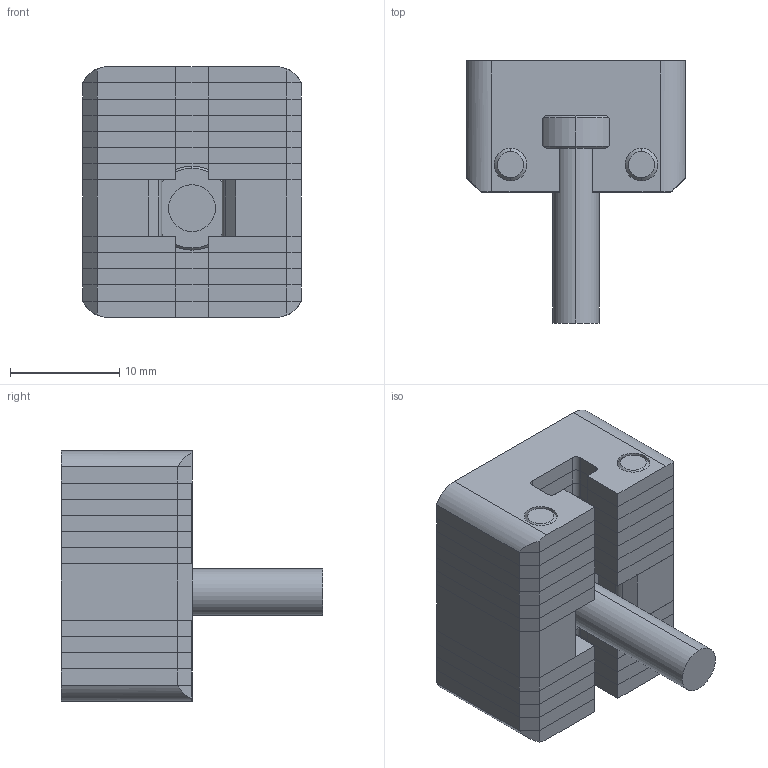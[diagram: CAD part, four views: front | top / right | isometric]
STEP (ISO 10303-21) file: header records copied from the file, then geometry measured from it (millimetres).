
FILE_DESCRIPTION (( 'STEP AP203' ), '1' );
FILE_NAME ('2aae.STEP', '2023-01-11T08:38:35', ( '' ), ( '' ), 'SwSTEP 2.0', 'SolidWorks 2019', '' );
FILE_SCHEMA (( 'CONFIG_CONTROL_DESIGN' ));
Length unit declared in the file: millimetre
Products named in the file (6): Bolt 6bdf7cc76fcc9c1c47a666f186747237; Lamellar_Gas_Vent_ISGL20C 6bdf7cc76fcc9c1c47a666f186747237; 2aae; Lamela 6bdf7cc76fcc9c1c47a666f186747237; Lamela_Radius 6bdf7cc76fcc9c1c47a666f186747237; Pin_20 6bdf7cc76fcc9c1c47a666f186747237
Assembly tree (14 placements, depth 2):
  2aae
    Lamellar_Gas_Vent_ISGL20C 6bdf7cc76fcc9c1c47a666f186747237
    Bolt 6bdf7cc76fcc9c1c47a666f186747237
    Lamela 6bdf7cc76fcc9c1c47a666f186747237  x8
    Lamela_Radius 6bdf7cc76fcc9c1c47a666f186747237  x2
    Pin_20 6bdf7cc76fcc9c1c47a666f186747237  x2
Bounding box: 20 x 24 x 22.96 mm (x, y, z)
Volume: 4976.2 mm3; surface area: 8093.8 mm2
Topology: 16 solids, 16 shells, 342 faces, 915 edges, 606 vertices
Faces by surface type: plane 211, cylinder 119, cone 12
Entity records: 4571 total; most frequent: DIRECTION 669, CARTESIAN_POINT 650, ORIENTED_EDGE 614, EDGE_CURVE 307, AXIS2_PLACEMENT_3D 229, VECTOR 211, LINE 211, VERTEX_POINT 202
